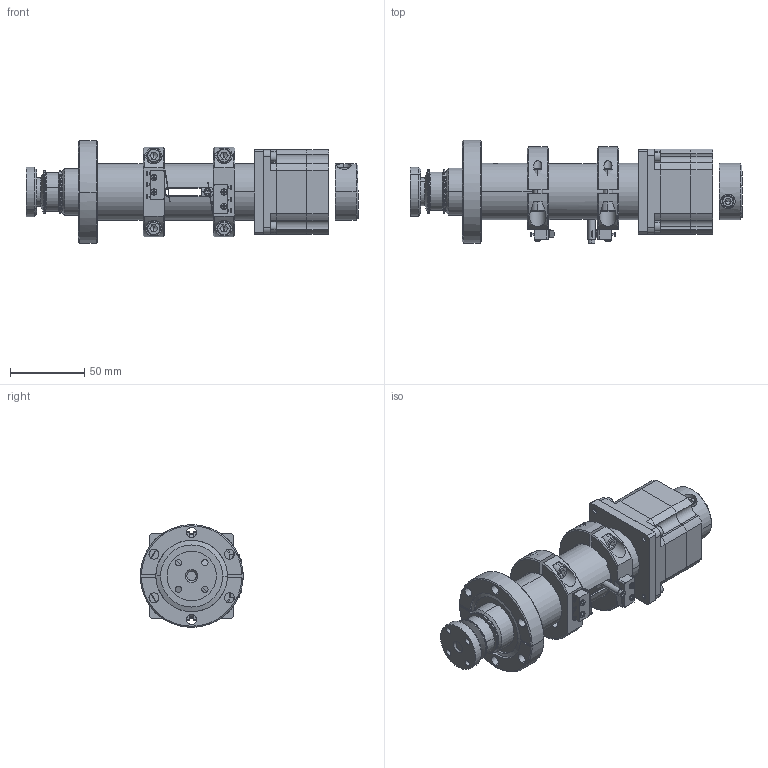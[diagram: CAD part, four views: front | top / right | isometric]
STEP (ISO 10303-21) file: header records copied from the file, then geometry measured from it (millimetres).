
FILE_DESCRIPTION (( 'STEP AP214' ), '1' );
FILE_NAME ('FLMR-275-50-01_MS_LS_M5.STEP', '2016-07-05T23:14:39', ( 'My Thermionics' ), ( '' ), 'SwSTEP 2.0', 'SolidWorks 2010', '' );
FILE_SCHEMA (( 'AUTOMOTIVE_DESIGN' ));
Length unit declared in the file: inch
Products named in the file (1): FLMR-275-50-01_MS_LS_M5
Bounding box: 223.93 x 69.84 x 69.34 mm (x, y, z)
Surface area: 86083.2 mm2 (no closed solid volume)
Topology: 0 solids, 55 shells, 616 faces, 1769 edges, 1162 vertices
Faces by surface type: plane 263, cylinder 239, cone 98, sphere 8, torus 8
Entity records: 29643 total; most frequent: CARTESIAN_POINT 5310, DIRECTION 3659, ORIENTED_EDGE 2969, EDGE_CURVE 1749, AXIS2_PLACEMENT_3D 1413, VERTEX_POINT 1162, LINE 833, VECTOR 833
